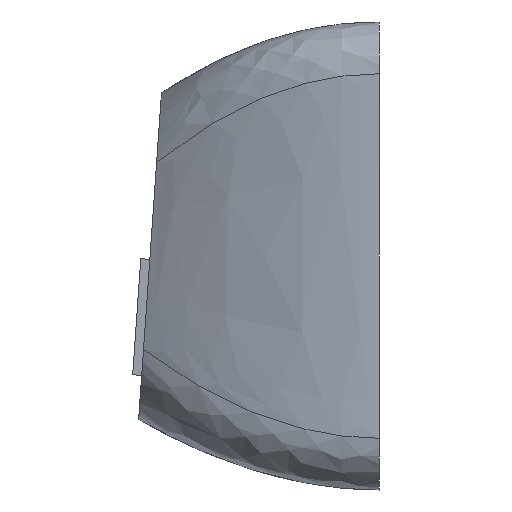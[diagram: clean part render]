
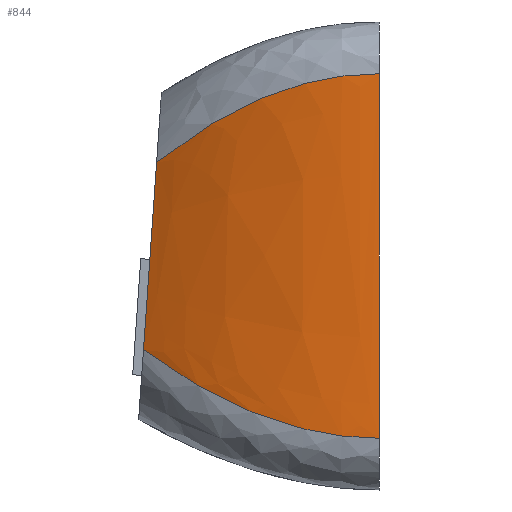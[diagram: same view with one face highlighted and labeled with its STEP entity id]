
A CAD part, left-side view. The second image highlights one B-rep face of the part: STEP entity #844.
In plain terms, the highlighted free-form (B-spline) face has degree [3, 3] with [4, 4] control points.
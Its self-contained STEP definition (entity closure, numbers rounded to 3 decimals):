
#43=B_SPLINE_SURFACE_WITH_KNOTS('',3,3,((#1758,#1759,#1760,#1761),(#1762,
#1763,#1764,#1765),(#1766,#1767,#1768,#1769),(#1770,#1771,#1772,#1773)),
 .UNSPECIFIED.,.F.,.F.,.F.,(4,4),(4,4),(0.,1.),(0.,1.),.UNSPECIFIED.);
#80=B_SPLINE_CURVE_WITH_KNOTS('',3,(#1754,#1755,#1756,#1757),
 .UNSPECIFIED.,.F.,.F.,(4,4),(0.,1.),.UNSPECIFIED.);
#81=B_SPLINE_CURVE_WITH_KNOTS('',3,(#1774,#1775,#1776,#1777),
 .UNSPECIFIED.,.F.,.F.,(4,4),(0.,1.),.UNSPECIFIED.);
#103=FACE_OUTER_BOUND('',#154,.T.);
#154=EDGE_LOOP('',(#655,#656,#657,#658));
#197=LINE('',#1617,#276);
#202=LINE('',#1638,#281);
#276=VECTOR('',#962,10.);
#281=VECTOR('',#979,10.);
#369=VERTEX_POINT('',#1614);
#370=VERTEX_POINT('',#1616);
#379=VERTEX_POINT('',#1635);
#380=VERTEX_POINT('',#1637);
#463=EDGE_CURVE('',#370,#369,#197,.T.);
#473=EDGE_CURVE('',#379,#380,#202,.T.);
#481=EDGE_CURVE('',#379,#370,#80,.T.);
#482=EDGE_CURVE('',#380,#369,#81,.T.);
#655=ORIENTED_EDGE('',*,*,#473,.F.);
#656=ORIENTED_EDGE('',*,*,#481,.T.);
#657=ORIENTED_EDGE('',*,*,#463,.T.);
#658=ORIENTED_EDGE('',*,*,#482,.F.);
#844=ADVANCED_FACE('',(#103),#43,.F.);
#962=DIRECTION('',(0.,0.,1.));
#979=DIRECTION('',(0.,-0.07,0.998));
#1614=CARTESIAN_POINT('',(0.,0.,16.1));
#1616=CARTESIAN_POINT('',(0.,0.,2.));
#1617=CARTESIAN_POINT('',(0.,0.,16.1));
#1635=CARTESIAN_POINT('',(2.7,9.12,5.431));
#1637=CARTESIAN_POINT('',(2.7,8.614,12.669));
#1638=CARTESIAN_POINT('',(2.7,8.614,12.669));
#1754=CARTESIAN_POINT('Ctrl Pts',(2.7,9.12,5.431));
#1755=CARTESIAN_POINT('Ctrl Pts',(0.9,6.08,3.144));
#1756=CARTESIAN_POINT('Ctrl Pts',(0.,2.956,
2.));
#1757=CARTESIAN_POINT('Ctrl Pts',(0.,0.,
2.));
#1758=CARTESIAN_POINT('Ctrl Pts',(2.7,9.12,5.431));
#1759=CARTESIAN_POINT('Ctrl Pts',(0.9,6.08,3.144));
#1760=CARTESIAN_POINT('Ctrl Pts',(0.,2.956,
2.));
#1761=CARTESIAN_POINT('Ctrl Pts',(0.,0.,
2.));
#1762=CARTESIAN_POINT('Ctrl Pts',(2.7,9.022,6.841));
#1763=CARTESIAN_POINT('Ctrl Pts',(0.939,6.014,4.776));
#1764=CARTESIAN_POINT('Ctrl Pts',(0.,2.956,
3.047));
#1765=CARTESIAN_POINT('Ctrl Pts',(0.,0.,
3.047));
#1766=CARTESIAN_POINT('Ctrl Pts',(2.7,8.713,11.259));
#1767=CARTESIAN_POINT('Ctrl Pts',(0.939,5.808,13.324));
#1768=CARTESIAN_POINT('Ctrl Pts',(0.,2.956,
15.053));
#1769=CARTESIAN_POINT('Ctrl Pts',(0.,0.,
15.053));
#1770=CARTESIAN_POINT('Ctrl Pts',(2.7,8.614,12.669));
#1771=CARTESIAN_POINT('Ctrl Pts',(0.9,5.743,14.956));
#1772=CARTESIAN_POINT('Ctrl Pts',(0.,2.956,
16.1));
#1773=CARTESIAN_POINT('Ctrl Pts',(0.,0.,16.1));
#1774=CARTESIAN_POINT('Ctrl Pts',(2.7,8.614,12.669));
#1775=CARTESIAN_POINT('Ctrl Pts',(0.9,5.743,14.956));
#1776=CARTESIAN_POINT('Ctrl Pts',(0.,2.956,
16.1));
#1777=CARTESIAN_POINT('Ctrl Pts',(0.,0.,16.1));
